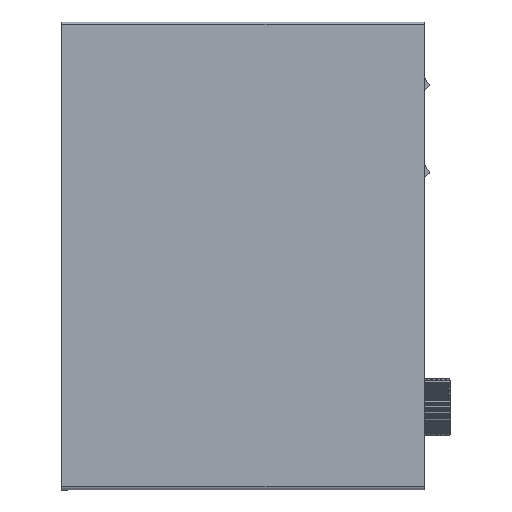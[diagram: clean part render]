
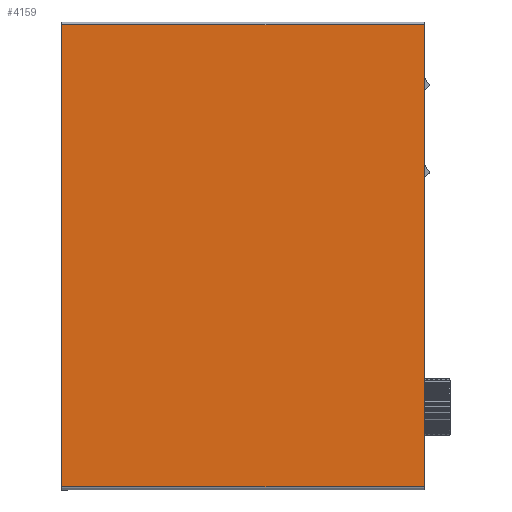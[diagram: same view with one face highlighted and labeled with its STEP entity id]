
A CAD part, top view. The second image highlights one B-rep face of the part: STEP entity #4159.
In plain terms, the highlighted face is planar.
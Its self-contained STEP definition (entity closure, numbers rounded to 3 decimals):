
#263 = VERTEX_POINT ( 'NONE', #30124 ) ;
#2563 = VERTEX_POINT ( 'NONE', #42615 ) ;
#2681 = FACE_OUTER_BOUND ( 'NONE', #6216, .T. ) ;
#4159 = ADVANCED_FACE ( 'NONE', ( #2681 ), #49252, .F. ) ;
#4558 = DIRECTION ( 'NONE',  ( 1., 0., 0. ) ) ;
#4620 = LINE ( 'NONE', #12400, #21911 ) ;
#4897 = DIRECTION ( 'NONE',  ( 0., 1., 0. ) ) ;
#6216 = EDGE_LOOP ( 'NONE', ( #10319, #14957, #43576, #43652 ) ) ;
#8787 = AXIS2_PLACEMENT_3D ( 'NONE', #18922, #42032, #11183 ) ;
#10319 = ORIENTED_EDGE ( 'NONE', *, *, #20371, .F. ) ;
#11183 = DIRECTION ( 'NONE',  ( 1., 0., 0. ) ) ;
#12400 = CARTESIAN_POINT ( 'NONE',  ( 102.013, 0., -0.5 ) ) ;
#12720 = VECTOR ( 'NONE', #4897, 1000. ) ;
#14957 = ORIENTED_EDGE ( 'NONE', *, *, #23943, .F. ) ;
#15678 = CARTESIAN_POINT ( 'NONE',  ( 188.75, -80., -0.5 ) ) ;
#18922 = CARTESIAN_POINT ( 'NONE',  ( 0., 0., -0.5 ) ) ;
#20371 = EDGE_CURVE ( 'NONE', #2563, #22160, #4620, .T. ) ;
#21593 = CARTESIAN_POINT ( 'NONE',  ( -102.013, -80., -0.5 ) ) ;
#21911 = VECTOR ( 'NONE', #36005, 1000. ) ;
#22160 = VERTEX_POINT ( 'NONE', #42766 ) ;
#23943 = EDGE_CURVE ( 'NONE', #40272, #2563, #43160, .T. ) ;
#24992 = DIRECTION ( 'NONE',  ( -1., 0., 0. ) ) ;
#25502 = CARTESIAN_POINT ( 'NONE',  ( -102.013, 0., -0.5 ) ) ;
#28368 = LINE ( 'NONE', #25502, #12720 ) ;
#28860 = LINE ( 'NONE', #36009, #46173 ) ;
#28990 = EDGE_CURVE ( 'NONE', #40272, #263, #28368, .T. ) ;
#30124 = CARTESIAN_POINT ( 'NONE',  ( -102.013, 80., -0.5 ) ) ;
#30386 = VECTOR ( 'NONE', #4558, 1000. ) ;
#36005 = DIRECTION ( 'NONE',  ( 0., 1., 0. ) ) ;
#36009 = CARTESIAN_POINT ( 'NONE',  ( 188.75, 80., -0.5 ) ) ;
#38405 = EDGE_CURVE ( 'NONE', #22160, #263, #28860, .T. ) ;
#40272 = VERTEX_POINT ( 'NONE', #21593 ) ;
#42032 = DIRECTION ( 'NONE',  ( 0., 0., 1. ) ) ;
#42615 = CARTESIAN_POINT ( 'NONE',  ( 102.013, -80., -0.5 ) ) ;
#42766 = CARTESIAN_POINT ( 'NONE',  ( 102.013, 80., -0.5 ) ) ;
#43160 = LINE ( 'NONE', #15678, #30386 ) ;
#43576 = ORIENTED_EDGE ( 'NONE', *, *, #28990, .T. ) ;
#43652 = ORIENTED_EDGE ( 'NONE', *, *, #38405, .F. ) ;
#46173 = VECTOR ( 'NONE', #24992, 1000. ) ;
#49252 = PLANE ( 'NONE',  #8787 ) ;
